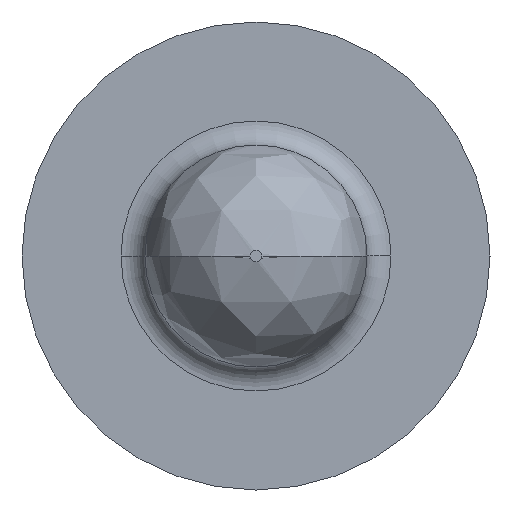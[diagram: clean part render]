
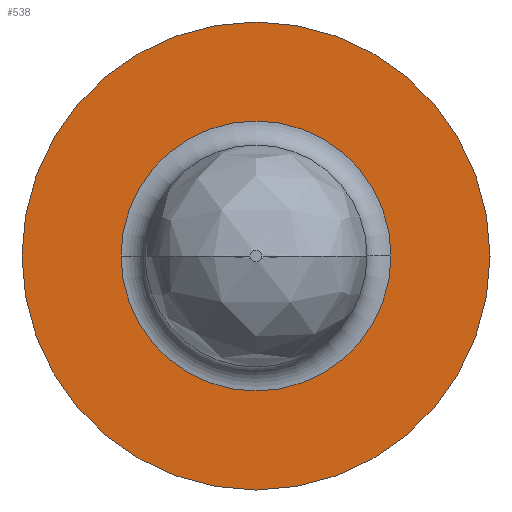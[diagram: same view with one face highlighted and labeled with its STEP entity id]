
A CAD part, left-side view. The second image highlights one B-rep face of the part: STEP entity #538.
In plain terms, the highlighted planar face has unit normal (-1, 0, 0).
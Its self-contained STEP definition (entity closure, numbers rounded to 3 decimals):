
#167=CARTESIAN_POINT('',(2.,0.,0.));
#168=DIRECTION('',(1.,0.,0.));
#169=DIRECTION('',(0.,1.,0.));
#170=AXIS2_PLACEMENT_3D('',#167,#168,#169);
#172=CARTESIAN_POINT('',(2.,0.,0.));
#173=DIRECTION('',(-1.,0.,0.));
#174=DIRECTION('',(0.,1.,0.));
#175=AXIS2_PLACEMENT_3D('',#172,#173,#174);
#177=CARTESIAN_POINT('',(2.,0.,0.));
#178=DIRECTION('',(1.,0.,0.));
#179=DIRECTION('',(0.,-1.,0.));
#180=AXIS2_PLACEMENT_3D('',#177,#178,#179);
#182=CARTESIAN_POINT('',(2.,0.,0.));
#183=DIRECTION('',(1.,0.,0.));
#184=DIRECTION('',(0.,1.,0.));
#185=AXIS2_PLACEMENT_3D('',#182,#183,#184);
#253=CARTESIAN_POINT('',(2.,0.78,0.));
#254=CARTESIAN_POINT('',(2.,-0.78,0.));
#255=VERTEX_POINT('',#253);
#256=VERTEX_POINT('',#254);
#261=CARTESIAN_POINT('',(2.,-0.45,0.));
#262=CARTESIAN_POINT('',(2.,0.45,0.));
#263=VERTEX_POINT('',#261);
#264=VERTEX_POINT('',#262);
#523=CARTESIAN_POINT('',(2.,0.,0.));
#524=DIRECTION('',(-1.,0.,0.));
#525=DIRECTION('',(0.,1.,0.));
#526=AXIS2_PLACEMENT_3D('',#523,#524,#525);
#527=PLANE('',#526);
#528=ORIENTED_EDGE('',*,*,#505,.T.);
#529=ORIENTED_EDGE('',*,*,#490,.F.);
#530=EDGE_LOOP('',(#528,#529));
#531=FACE_OUTER_BOUND('',#530,.F.);
#533=ORIENTED_EDGE('',*,*,#532,.F.);
#535=ORIENTED_EDGE('',*,*,#534,.F.);
#536=EDGE_LOOP('',(#533,#535));
#537=FACE_BOUND('',#536,.F.);
#538=ADVANCED_FACE('',(#531,#537),#527,.T.);
#171=CIRCLE('',#170,0.78);
#176=CIRCLE('',#175,0.78);
#181=CIRCLE('',#180,0.45);
#186=CIRCLE('',#185,0.45);
#490=EDGE_CURVE('',#255,#256,#176,.T.);
#505=EDGE_CURVE('',#255,#256,#171,.T.);
#532=EDGE_CURVE('',#263,#264,#181,.T.);
#534=EDGE_CURVE('',#264,#263,#186,.T.);
